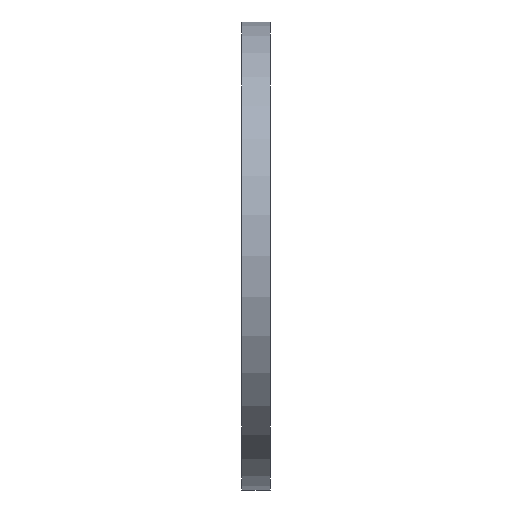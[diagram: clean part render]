
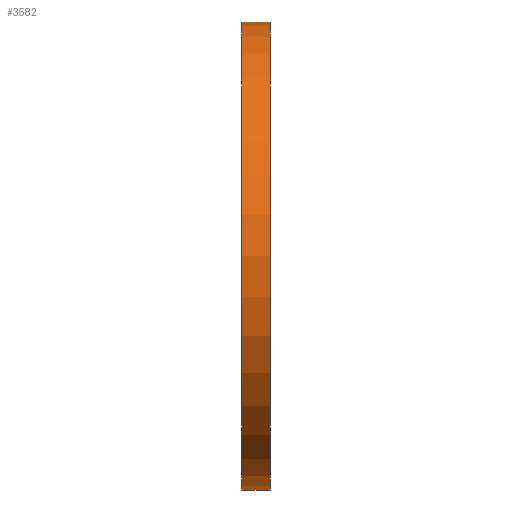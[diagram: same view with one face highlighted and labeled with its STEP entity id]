
A CAD part, left-side view. The second image highlights one B-rep face of the part: STEP entity #3582.
In plain terms, the highlighted cylindrical face has radius 50 mm (diameter 100 mm), a partial arc.
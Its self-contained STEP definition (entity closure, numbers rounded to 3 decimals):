
#599 = ORIENTED_EDGE ( 'NONE', *, *, #7659, .F. ) ;
#1501 = DIRECTION ( 'NONE',  ( 0., 1., 0. ) ) ;
#1798 = VERTEX_POINT ( 'NONE', #4592 ) ;
#2450 = DIRECTION ( 'NONE',  ( 0., 0., -1. ) ) ;
#2458 = CARTESIAN_POINT ( 'NONE',  ( 0., 0., 50. ) ) ;
#2543 = CARTESIAN_POINT ( 'NONE',  ( 0., 6., 0. ) ) ;
#2762 = DIRECTION ( 'NONE',  ( 0., -1., 0. ) ) ;
#2929 = ORIENTED_EDGE ( 'NONE', *, *, #7920, .T. ) ;
#3289 = VERTEX_POINT ( 'NONE', #2458 ) ;
#3582 = ADVANCED_FACE ( 'NONE', ( #6194 ), #7460, .T. ) ;
#3672 = DIRECTION ( 'NONE',  ( 0., 1., 0. ) ) ;
#3883 = ORIENTED_EDGE ( 'NONE', *, *, #4748, .T. ) ;
#4592 = CARTESIAN_POINT ( 'NONE',  ( 0., 0., -50. ) ) ;
#4660 = DIRECTION ( 'NONE',  ( 0., -1., 0. ) ) ;
#4748 = EDGE_CURVE ( 'NONE', #1798, #3289, #13753, .T. ) ;
#4986 = VERTEX_POINT ( 'NONE', #8974 ) ;
#5027 = CARTESIAN_POINT ( 'NONE',  ( 0., 6., 50. ) ) ;
#5529 = EDGE_CURVE ( 'NONE', #11117, #3289, #11443, .T. ) ;
#6194 = FACE_OUTER_BOUND ( 'NONE', #10936, .T. ) ;
#6252 = DIRECTION ( 'NONE',  ( 0., -1., 0. ) ) ;
#7050 = AXIS2_PLACEMENT_3D ( 'NONE', #2543, #3672, #8221 ) ;
#7460 = CYLINDRICAL_SURFACE ( 'NONE', #9026, 50. ) ;
#7659 = EDGE_CURVE ( 'NONE', #4986, #11117, #9643, .T. ) ;
#7920 = EDGE_CURVE ( 'NONE', #4986, #1798, #11746, .T. ) ;
#8221 = DIRECTION ( 'NONE',  ( 0., 0., 1. ) ) ;
#8974 = CARTESIAN_POINT ( 'NONE',  ( 0., 6., -50. ) ) ;
#9026 = AXIS2_PLACEMENT_3D ( 'NONE', #13713, #4660, #2450 ) ;
#9643 = CIRCLE ( 'NONE', #7050, 50. ) ;
#10189 = VECTOR ( 'NONE', #6252, 1000. ) ;
#10361 = CARTESIAN_POINT ( 'NONE',  ( 0., 6., 50. ) ) ;
#10936 = EDGE_LOOP ( 'NONE', ( #13403, #599, #2929, #3883 ) ) ;
#11117 = VERTEX_POINT ( 'NONE', #10361 ) ;
#11191 = AXIS2_PLACEMENT_3D ( 'NONE', #13907, #1501, #12723 ) ;
#11214 = CARTESIAN_POINT ( 'NONE',  ( 0., 6., -50. ) ) ;
#11443 = LINE ( 'NONE', #5027, #13743 ) ;
#11746 = LINE ( 'NONE', #11214, #10189 ) ;
#12723 = DIRECTION ( 'NONE',  ( 0., 0., 1. ) ) ;
#13403 = ORIENTED_EDGE ( 'NONE', *, *, #5529, .F. ) ;
#13713 = CARTESIAN_POINT ( 'NONE',  ( 0., 6., 0. ) ) ;
#13743 = VECTOR ( 'NONE', #2762, 1000. ) ;
#13753 = CIRCLE ( 'NONE', #11191, 50. ) ;
#13907 = CARTESIAN_POINT ( 'NONE',  ( 0., 0., 0. ) ) ;
